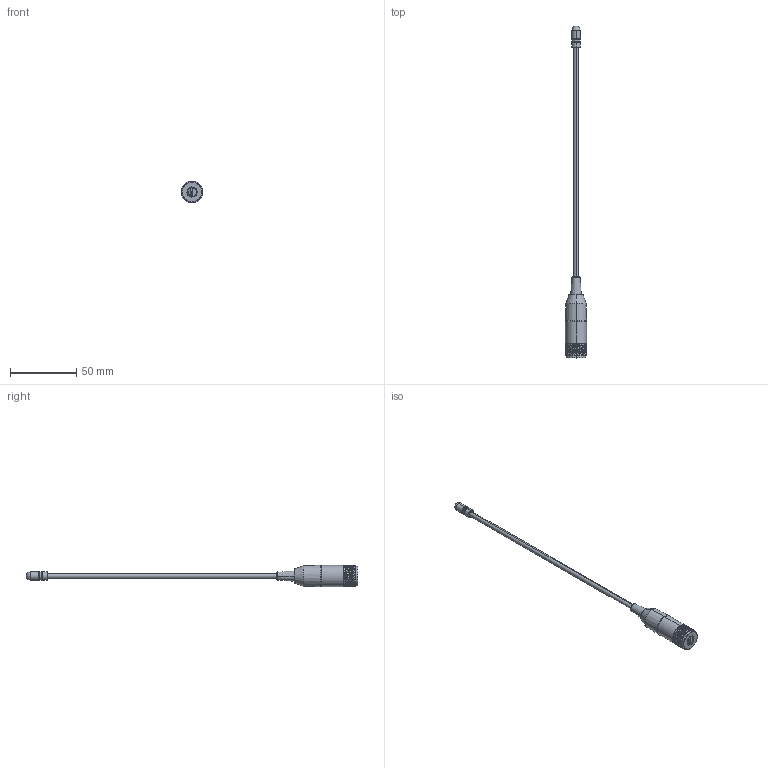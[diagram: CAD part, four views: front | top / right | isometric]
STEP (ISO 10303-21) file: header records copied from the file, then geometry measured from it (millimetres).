
FILE_DESCRIPTION (( 'STEP AP214' ), '1' );
FILE_NAME ('FW.90.SMA.M_Web.STEP', '2020-02-17T08:39:25', ( '' ), ( '' ), 'SwSTEP 2.0', 'SolidWorks 2017', '' );
FILE_SCHEMA (( 'AUTOMOTIVE_DESIGN' ));
Length unit declared in the file: millimetre
Products named in the file (2): FW.90.SMA.M_Web
Bounding box: 16 x 250 x 16 mm (x, y, z)
Surface area: 6102.9 mm2 (no closed solid volume)
Topology: 0 solids, 38 shells, 1085 faces, 2149 edges, 1079 vertices
Faces by surface type: bspline 764, cylinder 297, cone 13, plane 11
Full cylindrical faces by diameter (mm): 6.6 x1
Entity records: 88891 total; most frequent: CARTESIAN_POINT 74915, ORIENTED_EDGE 3870, EDGE_CURVE 2147, DIRECTION 1149, EDGE_LOOP 1096, ADVANCED_FACE 1085, FACE_OUTER_BOUND 1085, VERTEX_POINT 1079
